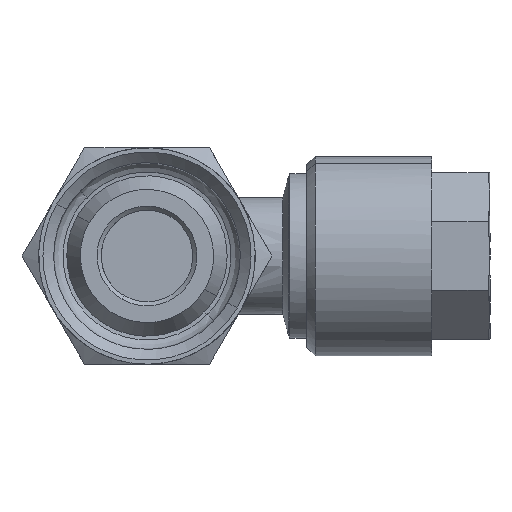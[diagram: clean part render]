
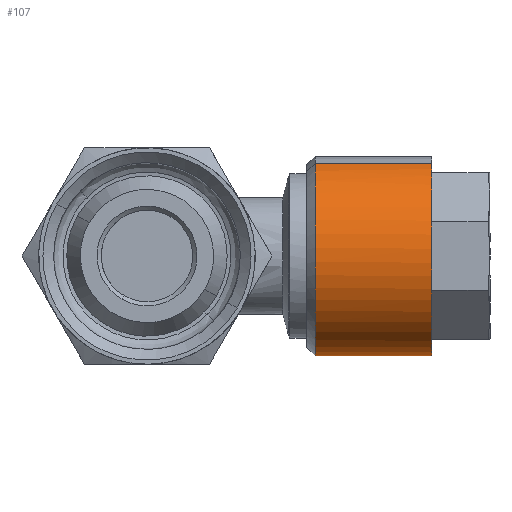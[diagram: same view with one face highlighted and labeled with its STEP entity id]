
A CAD part, front view. The second image highlights one B-rep face of the part: STEP entity #107.
In plain terms, the highlighted free-form (B-spline) face has degree [2, 1] with [9, 2] control points.
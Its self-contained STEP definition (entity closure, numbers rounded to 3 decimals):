
#107=ADVANCED_FACE('',(#217),#1657,.T.);
#217=FACE_OUTER_BOUND('',#333,.T.);
#333=EDGE_LOOP('',(#702,#703,#704,#705));
#702=ORIENTED_EDGE('',*,*,#1061,.T.);
#703=ORIENTED_EDGE('',*,*,#1063,.T.);
#704=ORIENTED_EDGE('',*,*,#1074,.T.);
#705=ORIENTED_EDGE('',*,*,#1064,.T.);
#1061=EDGE_CURVE('',#1538,#1539,#1362,.T.);
#1063=EDGE_CURVE('',#1539,#1540,#1256,.T.);
#1064=EDGE_CURVE('',#1541,#1538,#1257,.T.);
#1074=EDGE_CURVE('',#1540,#1541,#1369,.T.);
#1256=B_SPLINE_CURVE_WITH_KNOTS('',1,(#4618,#4619),.UNSPECIFIED.,.F.,.F.,
(2,2),(0.,7.),.UNSPECIFIED.);
#1257=B_SPLINE_CURVE_WITH_KNOTS('',1,(#4620,#4621),.UNSPECIFIED.,.F.,.F.,
(2,2),(-7.,0.),.UNSPECIFIED.);
#1362=(
BOUNDED_CURVE()
B_SPLINE_CURVE(2,(#4608,#4609,#4610,#4611,#4612),.UNSPECIFIED.,.F.,.F.)
B_SPLINE_CURVE_WITH_KNOTS((3,2,3),(0.,9.425,18.85),
 .UNSPECIFIED.)
CURVE()
GEOMETRIC_REPRESENTATION_ITEM()
RATIONAL_B_SPLINE_CURVE((1.,0.707,1.,0.707,1.))
REPRESENTATION_ITEM('')
);
#1369=(
BOUNDED_CURVE()
B_SPLINE_CURVE(2,(#4655,#4656,#4657,#4658,#4659),.UNSPECIFIED.,.F.,.F.)
B_SPLINE_CURVE_WITH_KNOTS((3,2,3),(-18.85,-9.425,
0.),.UNSPECIFIED.)
CURVE()
GEOMETRIC_REPRESENTATION_ITEM()
RATIONAL_B_SPLINE_CURVE((1.,0.707,1.,0.707,1.))
REPRESENTATION_ITEM('')
);
#1538=VERTEX_POINT('',#3910);
#1539=VERTEX_POINT('',#3911);
#1540=VERTEX_POINT('',#3912);
#1541=VERTEX_POINT('',#3913);
#1657=(
BOUNDED_SURFACE()
B_SPLINE_SURFACE(2,1,((#2999,#3000),(#3001,#3002),(#3003,#3004),(#3005,
#3006),(#3007,#3008),(#3009,#3010),(#3011,#3012),(#3013,#3014),(#3015,#3016)),
 .UNSPECIFIED.,.T.,.F.,.F.)
B_SPLINE_SURFACE_WITH_KNOTS((3,2,2,2,3),(2,2),(0.,1.571,3.142,
4.712,6.283),(0.,8.402),.UNSPECIFIED.)
GEOMETRIC_REPRESENTATION_ITEM()
RATIONAL_B_SPLINE_SURFACE(((1.,1.),(0.707,0.707),
(1.,1.),(0.707,0.707),(1.,1.),(0.707,
0.707),(1.,1.),(0.707,0.707),(1.,1.)))
REPRESENTATION_ITEM('')
SURFACE()
);
#2999=CARTESIAN_POINT('',(17.801,27.,0.));
#3000=CARTESIAN_POINT('',(9.399,27.,0.));
#3001=CARTESIAN_POINT('',(17.801,27.,-6.));
#3002=CARTESIAN_POINT('',(9.399,27.,-6.));
#3003=CARTESIAN_POINT('',(17.801,21.,-6.));
#3004=CARTESIAN_POINT('',(9.399,21.,-6.));
#3005=CARTESIAN_POINT('',(17.801,15.,-6.));
#3006=CARTESIAN_POINT('',(9.399,15.,-6.));
#3007=CARTESIAN_POINT('',(17.801,15.,0.));
#3008=CARTESIAN_POINT('',(9.399,15.,0.));
#3009=CARTESIAN_POINT('',(17.801,15.,6.));
#3010=CARTESIAN_POINT('',(9.399,15.,6.));
#3011=CARTESIAN_POINT('',(17.801,21.,6.));
#3012=CARTESIAN_POINT('',(9.399,21.,6.));
#3013=CARTESIAN_POINT('',(17.801,27.,6.));
#3014=CARTESIAN_POINT('',(9.399,27.,6.));
#3015=CARTESIAN_POINT('',(17.801,27.,0.));
#3016=CARTESIAN_POINT('',(9.399,27.,0.));
#3910=CARTESIAN_POINT('',(17.1,23.296,-5.543));
#3911=CARTESIAN_POINT('',(17.1,18.704,5.543));
#3912=CARTESIAN_POINT('',(10.1,18.704,5.543));
#3913=CARTESIAN_POINT('',(10.1,23.296,-5.543));
#4608=CARTESIAN_POINT('',(17.1,23.296,-5.543));
#4609=CARTESIAN_POINT('',(17.1,17.753,-7.839));
#4610=CARTESIAN_POINT('',(17.1,15.457,-2.296));
#4611=CARTESIAN_POINT('',(17.1,13.161,3.247));
#4612=CARTESIAN_POINT('',(17.1,18.704,5.543));
#4618=CARTESIAN_POINT('',(17.1,18.704,5.543));
#4619=CARTESIAN_POINT('',(10.1,18.704,5.543));
#4620=CARTESIAN_POINT('',(10.1,23.296,-5.543));
#4621=CARTESIAN_POINT('',(17.1,23.296,-5.543));
#4655=CARTESIAN_POINT('',(10.1,18.704,5.543));
#4656=CARTESIAN_POINT('',(10.1,13.161,3.247));
#4657=CARTESIAN_POINT('',(10.1,15.457,-2.296));
#4658=CARTESIAN_POINT('',(10.1,17.753,-7.839));
#4659=CARTESIAN_POINT('',(10.1,23.296,-5.543));
